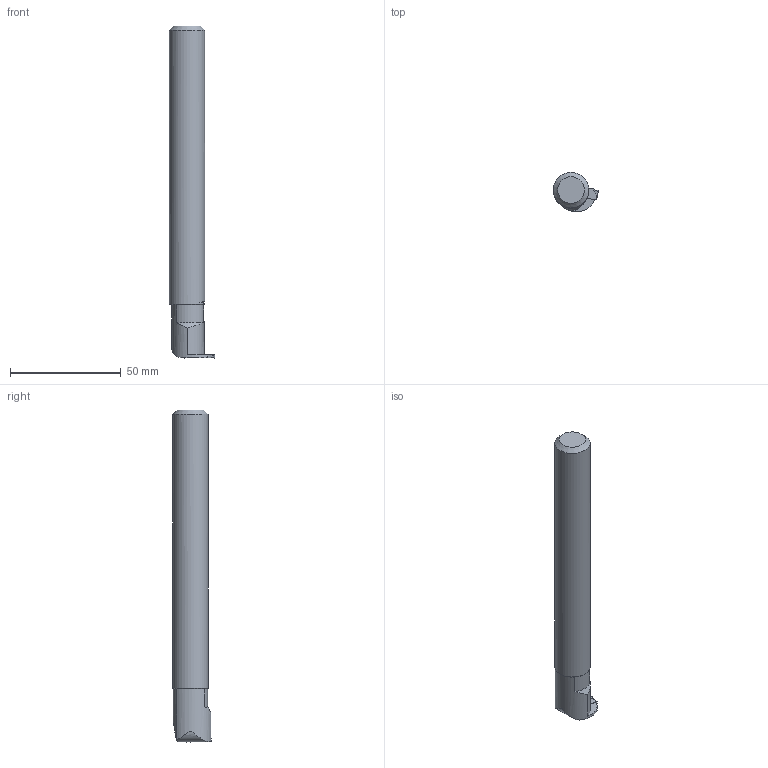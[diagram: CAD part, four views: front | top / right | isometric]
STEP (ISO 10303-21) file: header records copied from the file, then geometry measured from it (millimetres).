
FILE_DESCRIPTION(/* description */ (''),/* implementation_level */ '2;1');
FILE_NAME(/* name */ '1553751214240.stp',/* time_stamp */ '2019-03-28T11:03:55+06:00',/* author */ (''),/* organization */ ('SMS'),/* preprocessor_version */ 'ST-DEVELOPER v15',/* originating_system */ 'SIEMENS PLM Software NX 8.5',/* authorisation */ '');
FILE_SCHEMA (('AUTOMOTIVE_DESIGN { 1 0 10303 214 3 1 1 1 }'));
Length unit declared in the file: millimetre
Products named in the file (4): ASSEMBLY_CONSTRUCTION; 201539459mod000_00; 201704165mod000_00; 201704163mod000_00
Assembly tree (3 placements, depth 2):
  201704163mod000_00
    201704165mod000_00
    201539459mod000_00
    ASSEMBLY_CONSTRUCTION
Bounding box: 20.5 x 17.5 x 150.03 mm (x, y, z)
Volume: 29617 mm3; surface area: 8042.2 mm2
Topology: 2 solids, 2 shells, 79 faces, 214 edges, 147 vertices
Faces by surface type: plane 32, cylinder 16, extrusion 16, bspline 9, cone 6
Full cylindrical faces by diameter (mm): 16 x1
Entity records: 3118 total; most frequent: CARTESIAN_POINT 1144, ORIENTED_EDGE 420, DIRECTION 301, EDGE_CURVE 210, VERTEX_POINT 138, VECTOR 113, B_SPLINE_CURVE_WITH_KNOTS 99, LINE 97
